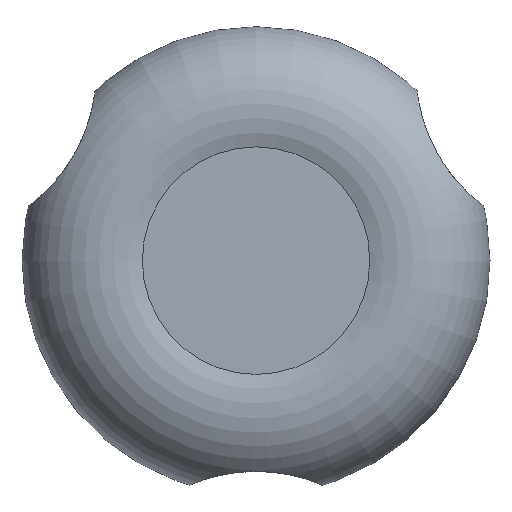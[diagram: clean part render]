
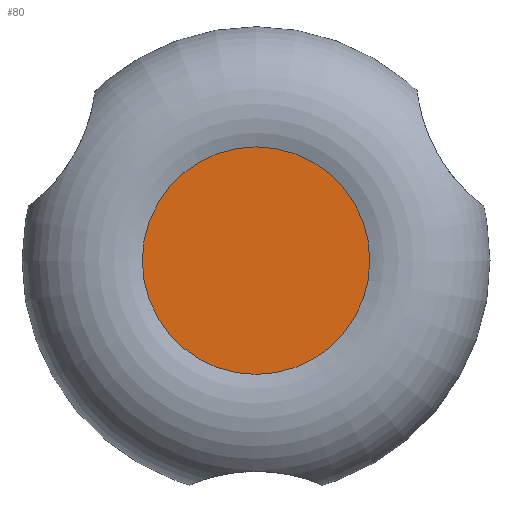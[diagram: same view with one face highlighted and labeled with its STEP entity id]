
A CAD part, top view. The second image highlights one B-rep face of the part: STEP entity #80.
In plain terms, the highlighted planar face has unit normal (0, 0, 1).
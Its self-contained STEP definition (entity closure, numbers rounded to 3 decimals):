
#80 = ADVANCED_FACE( '', ( #192 ), #193, .F. );
#192 = FACE_OUTER_BOUND( '', #346, .T. );
#193 = PLANE( '', #347 );
#346 = EDGE_LOOP( '', ( #522 ) );
#347 = AXIS2_PLACEMENT_3D( '', #523, #524, #525 );
#522 = ORIENTED_EDGE( '', *, *, #890, .T. );
#523 = CARTESIAN_POINT( '', ( 0., 0., 43. ) );
#524 = DIRECTION( '', ( 0., 0., -1. ) );
#525 = DIRECTION( '', ( -1., 0., 0. ) );
#890 = EDGE_CURVE( '', #1061, #1061, #1062, .T. );
#1061 = VERTEX_POINT( '', #1353 );
#1062 = CIRCLE( '', #1354, 17. );
#1353 = CARTESIAN_POINT( '', ( 17., 0., 43. ) );
#1354 = AXIS2_PLACEMENT_3D( '', #2117, #2118, #2119 );
#2117 = CARTESIAN_POINT( '', ( 0., 0., 43. ) );
#2118 = DIRECTION( '', ( 0., 0., 1. ) );
#2119 = DIRECTION( '', ( 1., 0., 0. ) );
